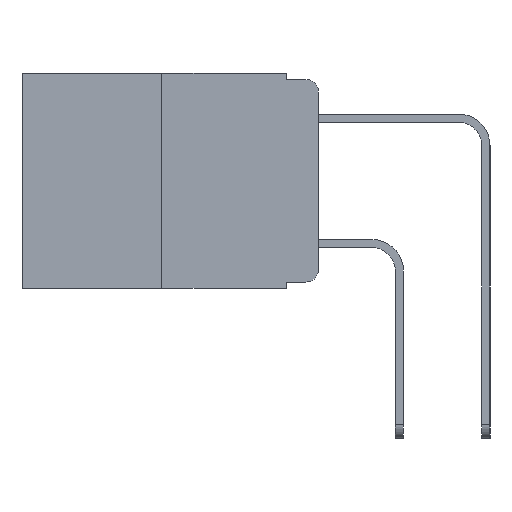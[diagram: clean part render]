
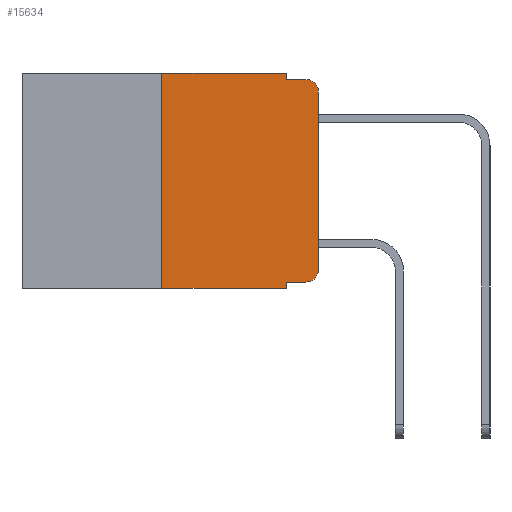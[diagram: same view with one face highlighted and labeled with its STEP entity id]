
A CAD part, left-side view. The second image highlights one B-rep face of the part: STEP entity #15634.
In plain terms, the highlighted planar face has unit normal (-1, 0, 0).
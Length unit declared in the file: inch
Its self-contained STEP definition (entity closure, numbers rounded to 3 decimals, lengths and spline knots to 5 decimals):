
#123 = VERTEX_POINT ( 'NONE', #15247 ) ;
#130 = EDGE_CURVE ( 'NONE', #123, #1215, #14420, .T. ) ;
#521 = CARTESIAN_POINT ( 'NONE',  ( 0., 0., -0.03 ) ) ;
#715 = CARTESIAN_POINT ( 'NONE',  ( 0., 0., -0.313 ) ) ;
#1151 = DIRECTION ( 'NONE',  ( 0., 0., -1. ) ) ;
#1215 = VERTEX_POINT ( 'NONE', #1610 ) ;
#1589 = VECTOR ( 'NONE', #15550, 39.37008 ) ;
#1610 = CARTESIAN_POINT ( 'NONE',  ( 0., 0.25, 0. ) ) ;
#1827 = ORIENTED_EDGE ( 'NONE', *, *, #5813, .T. ) ;
#1863 = VECTOR ( 'NONE', #5799, 39.37008 ) ;
#1957 = VERTEX_POINT ( 'NONE', #15100 ) ;
#2043 = CARTESIAN_POINT ( 'NONE',  ( 0., 0.473, 0. ) ) ;
#2361 = ORIENTED_EDGE ( 'NONE', *, *, #10117, .F. ) ;
#2871 = ORIENTED_EDGE ( 'NONE', *, *, #5309, .F. ) ;
#3308 = EDGE_CURVE ( 'NONE', #1957, #13526, #8565, .T. ) ;
#3719 = DIRECTION ( 'NONE',  ( 0., 0., -1. ) ) ;
#4031 = EDGE_CURVE ( 'NONE', #13526, #19131, #12479, .T. ) ;
#4364 = DIRECTION ( 'NONE',  ( 0., 0., 1. ) ) ;
#4409 = LINE ( 'NONE', #19174, #5440 ) ;
#4590 = CARTESIAN_POINT ( 'NONE',  ( 0., 0.051, 0. ) ) ;
#5144 = VERTEX_POINT ( 'NONE', #9408 ) ;
#5295 = AXIS2_PLACEMENT_3D ( 'NONE', #18339, #8592, #19916 ) ;
#5309 = EDGE_CURVE ( 'NONE', #13661, #13240, #12414, .T. ) ;
#5440 = VECTOR ( 'NONE', #4364, 39.37008 ) ;
#5696 = ORIENTED_EDGE ( 'NONE', *, *, #20823, .F. ) ;
#5799 = DIRECTION ( 'NONE',  ( 0., -1., 0. ) ) ;
#5813 = EDGE_CURVE ( 'NONE', #123, #19977, #10835, .T. ) ;
#5958 = DIRECTION ( 'NONE',  ( 0., -1., 0. ) ) ;
#6282 = EDGE_CURVE ( 'NONE', #19131, #20131, #4409, .T. ) ;
#6405 = CARTESIAN_POINT ( 'NONE',  ( 0., 0.051, -0.01 ) ) ;
#6511 = CARTESIAN_POINT ( 'NONE',  ( 0., 0.473, -0.343 ) ) ;
#7096 = EDGE_LOOP ( 'NONE', ( #15877, #19557, #7841, #2871, #2361, #10795, #1827, #5696, #18348, #13626 ) ) ;
#7841 = ORIENTED_EDGE ( 'NONE', *, *, #19807, .F. ) ;
#7893 = VECTOR ( 'NONE', #8613, 39.37008 ) ;
#8565 = LINE ( 'NONE', #19973, #20900 ) ;
#8573 = CARTESIAN_POINT ( 'NONE',  ( 0., 0.051, 0. ) ) ;
#8592 = DIRECTION ( 'NONE',  ( -1., 0., 0. ) ) ;
#8613 = DIRECTION ( 'NONE',  ( 0., 0., -1. ) ) ;
#8842 = VECTOR ( 'NONE', #11484, 39.37008 ) ;
#8914 = AXIS2_PLACEMENT_3D ( 'NONE', #17695, #17632, #17554 ) ;
#9254 = CIRCLE ( 'NONE', #5295, 0.02 ) ;
#9408 = CARTESIAN_POINT ( 'NONE',  ( 0., 0.02, -0.01 ) ) ;
#9611 = VECTOR ( 'NONE', #1151, 39.37008 ) ;
#10117 = EDGE_CURVE ( 'NONE', #1215, #13661, #17032, .T. ) ;
#10157 = LINE ( 'NONE', #4590, #9611 ) ;
#10463 = PLANE ( 'NONE',  #15206 ) ;
#10481 = CARTESIAN_POINT ( 'NONE',  ( 0., 0.051, 0. ) ) ;
#10795 = ORIENTED_EDGE ( 'NONE', *, *, #130, .F. ) ;
#10835 = LINE ( 'NONE', #6511, #1863 ) ;
#11484 = DIRECTION ( 'NONE',  ( 0., -1., 0. ) ) ;
#12017 = DIRECTION ( 'NONE',  ( 0., -1., 0. ) ) ;
#12414 = LINE ( 'NONE', #8573, #7893 ) ;
#12479 = CIRCLE ( 'NONE', #8914, 0.02 ) ;
#12739 = CARTESIAN_POINT ( 'NONE',  ( 0., 0.473, 0. ) ) ;
#12770 = EDGE_CURVE ( 'NONE', #20131, #5144, #9254, .T. ) ;
#12774 = VECTOR ( 'NONE', #5958, 39.37008 ) ;
#13240 = VERTEX_POINT ( 'NONE', #6405 ) ;
#13526 = VERTEX_POINT ( 'NONE', #19724 ) ;
#13626 = ORIENTED_EDGE ( 'NONE', *, *, #4031, .T. ) ;
#13661 = VERTEX_POINT ( 'NONE', #10481 ) ;
#13756 = DIRECTION ( 'NONE',  ( 1., 0., 0. ) ) ;
#13794 = LINE ( 'NONE', #19448, #8842 ) ;
#14420 = LINE ( 'NONE', #15616, #1589 ) ;
#15100 = CARTESIAN_POINT ( 'NONE',  ( 0., 0.051, -0.333 ) ) ;
#15206 = AXIS2_PLACEMENT_3D ( 'NONE', #2043, #13756, #3719 ) ;
#15247 = CARTESIAN_POINT ( 'NONE',  ( 0., 0.25, -0.343 ) ) ;
#15550 = DIRECTION ( 'NONE',  ( 0., 0., 1. ) ) ;
#15616 = CARTESIAN_POINT ( 'NONE',  ( 0., 0.25, 0. ) ) ;
#15634 = ADVANCED_FACE ( 'NONE', ( #20000 ), #10463, .F. ) ;
#15877 = ORIENTED_EDGE ( 'NONE', *, *, #6282, .T. ) ;
#17032 = LINE ( 'NONE', #12739, #12774 ) ;
#17554 = DIRECTION ( 'NONE',  ( 0., 0., -1. ) ) ;
#17632 = DIRECTION ( 'NONE',  ( -1., 0., 0. ) ) ;
#17695 = CARTESIAN_POINT ( 'NONE',  ( 0., 0.02, -0.313 ) ) ;
#18280 = CARTESIAN_POINT ( 'NONE',  ( 0., 0.051, -0.343 ) ) ;
#18339 = CARTESIAN_POINT ( 'NONE',  ( 0., 0.02, -0.03 ) ) ;
#18348 = ORIENTED_EDGE ( 'NONE', *, *, #3308, .T. ) ;
#19131 = VERTEX_POINT ( 'NONE', #715 ) ;
#19174 = CARTESIAN_POINT ( 'NONE',  ( 0., 0., 0. ) ) ;
#19448 = CARTESIAN_POINT ( 'NONE',  ( 0., 0.051, -0.01 ) ) ;
#19557 = ORIENTED_EDGE ( 'NONE', *, *, #12770, .T. ) ;
#19724 = CARTESIAN_POINT ( 'NONE',  ( 0., 0.02, -0.333 ) ) ;
#19807 = EDGE_CURVE ( 'NONE', #13240, #5144, #13794, .T. ) ;
#19916 = DIRECTION ( 'NONE',  ( 0., 0., -1. ) ) ;
#19973 = CARTESIAN_POINT ( 'NONE',  ( 0., 0.051, -0.333 ) ) ;
#19977 = VERTEX_POINT ( 'NONE', #18280 ) ;
#20000 = FACE_OUTER_BOUND ( 'NONE', #7096, .T. ) ;
#20131 = VERTEX_POINT ( 'NONE', #521 ) ;
#20823 = EDGE_CURVE ( 'NONE', #1957, #19977, #10157, .T. ) ;
#20900 = VECTOR ( 'NONE', #12017, 39.37008 ) ;
